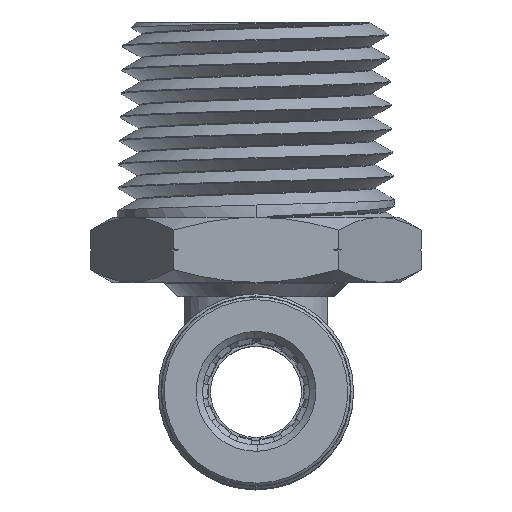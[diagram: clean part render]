
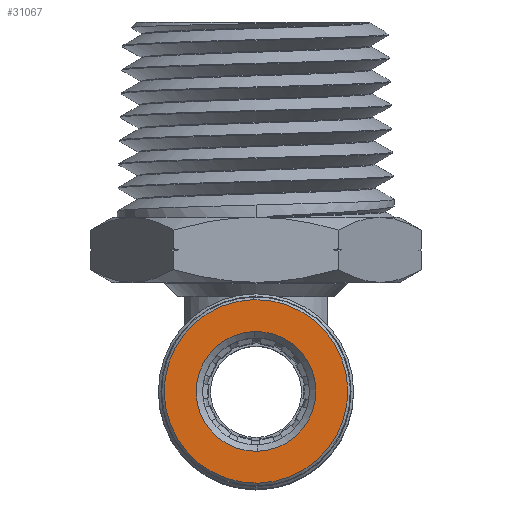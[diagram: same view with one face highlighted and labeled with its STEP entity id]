
A CAD part, top view. The second image highlights one B-rep face of the part: STEP entity #31067.
In plain terms, the highlighted planar face has unit normal (0, 0, 1).
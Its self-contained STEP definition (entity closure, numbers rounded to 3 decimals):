
#804 = CARTESIAN_POINT ( 'NONE',  ( -0.11, 4.599, 16.8 ) ) ;
#809 = DIRECTION ( 'NONE',  ( 0., 0., 1. ) ) ;
#2359 = AXIS2_PLACEMENT_3D ( 'NONE', #2376, #28637, #6232 ) ;
#2376 = CARTESIAN_POINT ( 'NONE',  ( 0., 0., 16.8 ) ) ;
#4036 = DIRECTION ( 'NONE',  ( 0., 0., 1. ) ) ;
#5929 = AXIS2_PLACEMENT_3D ( 'NONE', #12511, #38793, #16296 ) ;
#6232 = DIRECTION ( 'NONE',  ( 0.024, -1., 0. ) ) ;
#12439 = CIRCLE ( 'NONE', #2359, 4.6 ) ;
#12511 = CARTESIAN_POINT ( 'NONE',  ( 0., 0., 16.8 ) ) ;
#13061 = ORIENTED_EDGE ( 'NONE', *, *, #19476, .T. ) ;
#13456 = CIRCLE ( 'NONE', #41986, 7.05 ) ;
#13656 = VERTEX_POINT ( 'NONE', #32143 ) ;
#14180 = EDGE_LOOP ( 'NONE', ( #39575, #19161 ) ) ;
#15619 = EDGE_CURVE ( 'NONE', #13656, #40832, #48162, .T. ) ;
#15632 = CARTESIAN_POINT ( 'NONE',  ( 0., 0., 16.8 ) ) ;
#16125 = VERTEX_POINT ( 'NONE', #804 ) ;
#16296 = DIRECTION ( 'NONE',  ( 0.024, -1., 0. ) ) ;
#19161 = ORIENTED_EDGE ( 'NONE', *, *, #15619, .T. ) ;
#19428 = DIRECTION ( 'NONE',  ( 0.024, -1., 0. ) ) ;
#19458 = EDGE_CURVE ( 'NONE', #40832, #13656, #13456, .T. ) ;
#19476 = EDGE_CURVE ( 'NONE', #16125, #41884, #19957, .T. ) ;
#19957 = CIRCLE ( 'NONE', #5929, 4.6 ) ;
#20428 = EDGE_LOOP ( 'NONE', ( #40747, #13061 ) ) ;
#23032 = PLANE ( 'NONE',  #42345 ) ;
#23370 = CARTESIAN_POINT ( 'NONE',  ( 0., 0., 16.8 ) ) ;
#26212 = FACE_OUTER_BOUND ( 'NONE', #14180, .T. ) ;
#26532 = CARTESIAN_POINT ( 'NONE',  ( 0., 0., 16.8 ) ) ;
#27141 = DIRECTION ( 'NONE',  ( -0.024, 1., 0. ) ) ;
#27174 = AXIS2_PLACEMENT_3D ( 'NONE', #26532, #4036, #30296 ) ;
#28637 = DIRECTION ( 'NONE',  ( 0., 0., -1. ) ) ;
#30016 = CARTESIAN_POINT ( 'NONE',  ( 0.11, -4.599, 16.8 ) ) ;
#30296 = DIRECTION ( 'NONE',  ( -0.024, 1., 0. ) ) ;
#31067 = ADVANCED_FACE ( 'NONE', ( #44917, #26212 ), #23032, .T. ) ;
#32143 = CARTESIAN_POINT ( 'NONE',  ( 0.169, -7.048, 16.8 ) ) ;
#38793 = DIRECTION ( 'NONE',  ( 0., 0., -1. ) ) ;
#39575 = ORIENTED_EDGE ( 'NONE', *, *, #19458, .T. ) ;
#40747 = ORIENTED_EDGE ( 'NONE', *, *, #47774, .T. ) ;
#40832 = VERTEX_POINT ( 'NONE', #47362 ) ;
#41844 = DIRECTION ( 'NONE',  ( 0., 0., 1. ) ) ;
#41884 = VERTEX_POINT ( 'NONE', #30016 ) ;
#41986 = AXIS2_PLACEMENT_3D ( 'NONE', #23370, #809, #27141 ) ;
#42345 = AXIS2_PLACEMENT_3D ( 'NONE', #15632, #41844, #19428 ) ;
#44917 = FACE_BOUND ( 'NONE', #20428, .T. ) ;
#47362 = CARTESIAN_POINT ( 'NONE',  ( -0.169, 7.048, 16.8 ) ) ;
#47774 = EDGE_CURVE ( 'NONE', #41884, #16125, #12439, .T. ) ;
#48162 = CIRCLE ( 'NONE', #27174, 7.05 ) ;
